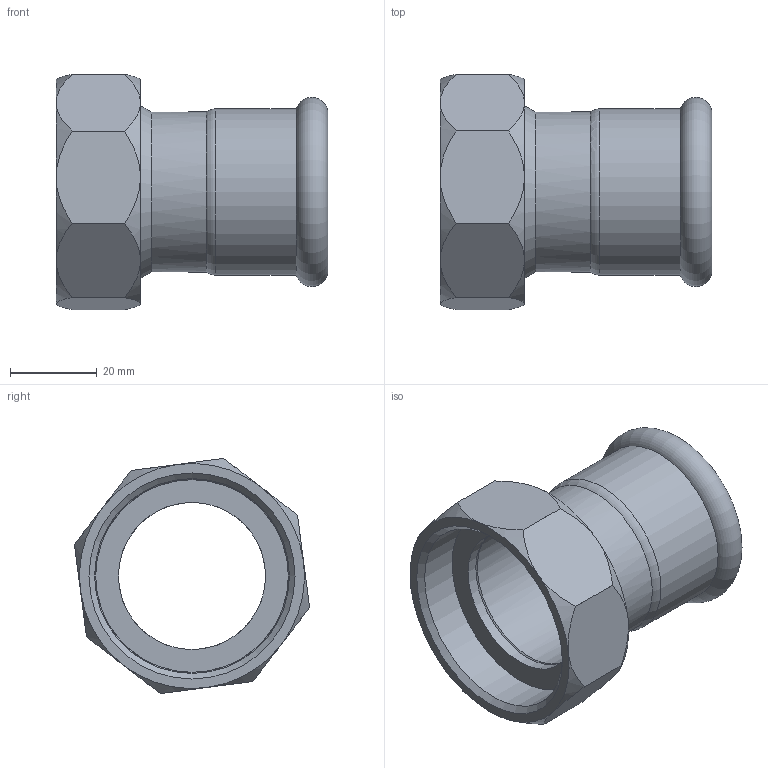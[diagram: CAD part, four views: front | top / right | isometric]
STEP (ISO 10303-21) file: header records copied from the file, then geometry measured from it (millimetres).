
FILE_DESCRIPTION(/* description */ ('MANICOTTO CON DADO 1 1/2" X De35'),/* implementation_level */ '2;1');
FILE_NAME(/* name */ '183035002_Inoxpres.stp',/* time_stamp */ '2022-10-11T11:41:00+02:00',/* author */ ('Vault'),/* organization */ ('Raccorderie metalliche s.p.a. '),/* preprocessor_version */ 'ST-DEVELOPER v18.1',/* originating_system */ 'Autodesk Inventor 2020',/* authorisation */ 'Raccorderie metalliche s.p.a. ');
FILE_SCHEMA (('AUTOMOTIVE_DESIGN { 1 0 10303 214 3 1 1 }'));
Length unit declared in the file: millimetre
Products named in the file (1): 183035002_Inoxpres
Bounding box: 62.8 x 54.37 x 54.37 mm (x, y, z)
Volume: 27512.1 mm3; surface area: 20983 mm2
Topology: 1 solids, 1 shells, 66 faces, 176 edges, 117 vertices
Faces by surface type: cone 24, cylinder 20, plane 15, torus 7
Full cylindrical faces by diameter (mm): 34 x2, 35.4 x1, 35.8 x2, 37 x1, 38.4 x1, 41.1 x1, 41.8 x1, 44.5 x2, 45 x1
Entity records: 2133 total; most frequent: CARTESIAN_POINT 424, DIRECTION 386, ORIENTED_EDGE 352, EDGE_CURVE 176, AXIS2_PLACEMENT_3D 175, VERTEX_POINT 117, CIRCLE 108, EDGE_LOOP 73
